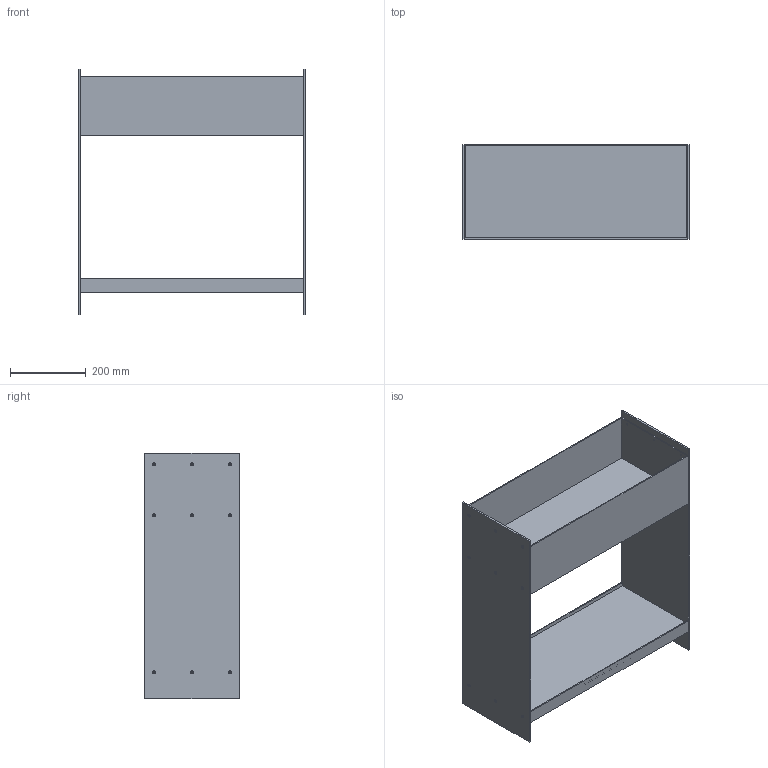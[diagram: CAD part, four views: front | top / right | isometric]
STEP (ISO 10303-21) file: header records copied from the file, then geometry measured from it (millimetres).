
FILE_DESCRIPTION(/* description */ (''),/* implementation_level */ '2;1');
FILE_NAME(/* name */ 'Lager plant box with shelf_3D',/* time_stamp */ '2025-07-23T11:25:13+02:00',/* author */ (''),/* organization */ (''),/* preprocessor_version */ 'ST-DEVELOPER v16.5',/* originating_system */ 'Rhino 7.38',/* authorisation */ '');
FILE_SCHEMA (('CONFIG_CONTROL_DESIGN'));
Length unit declared in the file: millimetre
Products named in the file (1): Document
Bounding box: 600 x 250 x 650 mm (x, y, z)
Volume: 3988187.2 mm3; surface area: 1908347.3 mm2
Topology: 48 solids, 48 shells, 480 faces, 1039 edges, 655 vertices
Faces by surface type: plane 264, cylinder 132, bspline 84
Entity records: 12418 total; most frequent: CARTESIAN_POINT 5082, ORIENTED_EDGE 2072, EDGE_CURVE 1036, VERTEX_POINT 652, B_SPLINE_CURVE_WITH_KNOTS 588, EDGE_LOOP 564, ADVANCED_FACE 480, FACE_OUTER_BOUND 480
